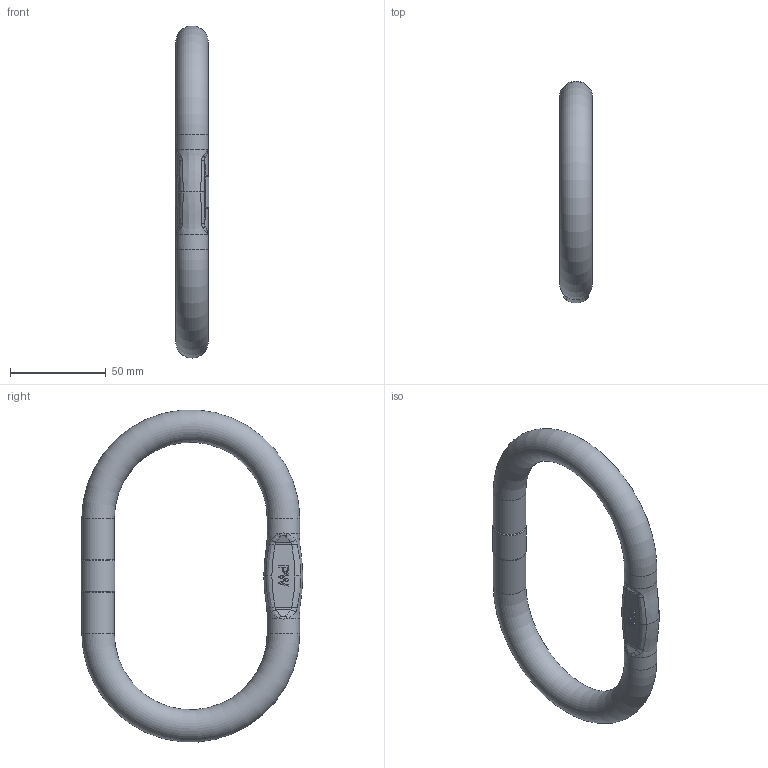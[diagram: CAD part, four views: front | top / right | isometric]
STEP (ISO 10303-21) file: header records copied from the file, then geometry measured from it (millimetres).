
FILE_DESCRIPTION(/* description */ (''),/* implementation_level */ '2;1');
FILE_NAME(/* name */ 'MWP 16 Kundenmodell.stp',/* time_stamp */ '2022-08-25T16:46:10+02:00',/* author */ (''),/* organization */ (''),/* preprocessor_version */ 'ST-DEVELOPER v16',/* originating_system */ 'SIEMENS PLM Software NX 11.0',/* authorisation */ '');
FILE_SCHEMA (('AUTOMOTIVE_DESIGN { 1 0 10303 214 3 1 1 1 }'));
Length unit declared in the file: millimetre
Products named in the file (1): baf06442CD45toi
Bounding box: 17.7 x 116.05 x 173.74 mm (x, y, z)
Volume: 96700.1 mm3; surface area: 22983 mm2
Topology: 1 solids, 1 shells, 194 faces, 502 edges, 324 vertices
Faces by surface type: plane 104, extrusion 43, bspline 34, cylinder 9, torus 2, cone 2
Full cylindrical faces by diameter (mm): 17 x4, 17.7 x1
Entity records: 8332 total; most frequent: CARTESIAN_POINT 4245, ORIENTED_EDGE 974, DIRECTION 544, EDGE_CURVE 487, VERTEX_POINT 318, B_SPLINE_CURVE_WITH_KNOTS 297, VECTOR 244, EDGE_LOOP 219
